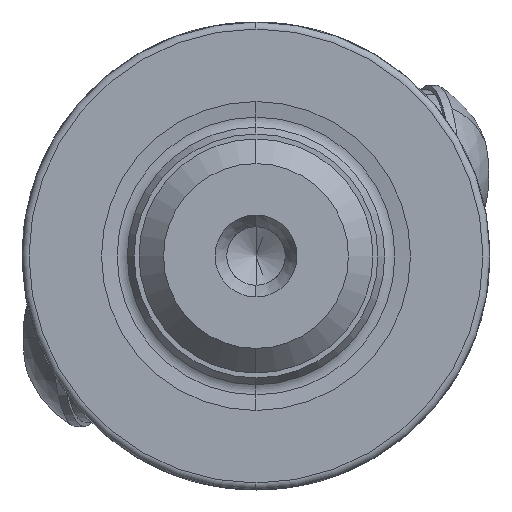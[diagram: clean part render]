
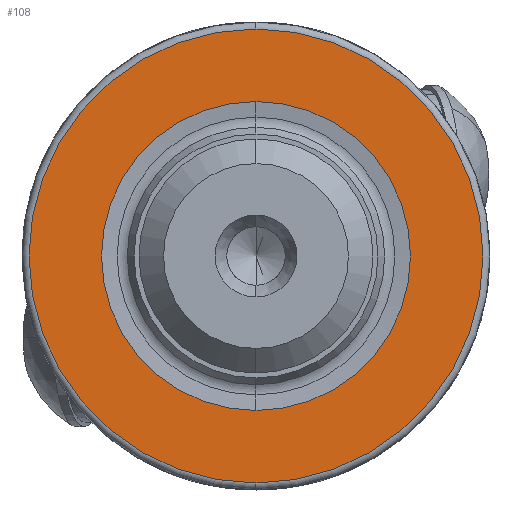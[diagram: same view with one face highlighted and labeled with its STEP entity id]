
A CAD part, left-side view. The second image highlights one B-rep face of the part: STEP entity #108.
In plain terms, the highlighted planar face has unit normal (-1, 0, 0).
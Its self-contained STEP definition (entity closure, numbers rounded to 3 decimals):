
#4 = ORIENTED_EDGE ( 'NONE', *, *, #5277, .F. ) ;
#108 = ADVANCED_FACE ( 'NONE', ( #7678, #8206 ), #8153, .T. ) ;
#150 = ORIENTED_EDGE ( 'NONE', *, *, #10562, .F. ) ;
#212 = AXIS2_PLACEMENT_3D ( 'NONE', #9241, #7047, #7081 ) ;
#635 = CARTESIAN_POINT ( 'NONE',  ( 0., 0., -6.603 ) ) ;
#1043 = EDGE_LOOP ( 'NONE', ( #10522, #10530 ) ) ;
#1261 = CARTESIAN_POINT ( 'NONE',  ( 0., 0., 0. ) ) ;
#2103 = EDGE_CURVE ( 'NONE', #3719, #6440, #9892, .T. ) ;
#2368 = AXIS2_PLACEMENT_3D ( 'NONE', #4082, #9985, #4942 ) ;
#3313 = DIRECTION ( 'NONE',  ( 1., 0., 0. ) ) ;
#3524 = DIRECTION ( 'NONE',  ( 1., 0., 0. ) ) ;
#3719 = VERTEX_POINT ( 'NONE', #3721 ) ;
#3721 = CARTESIAN_POINT ( 'NONE',  ( 0., 0., 6.603 ) ) ;
#4027 = AXIS2_PLACEMENT_3D ( 'NONE', #1261, #4600, #4555 ) ;
#4042 = DIRECTION ( 'NONE',  ( 0., 0., -1. ) ) ;
#4082 = CARTESIAN_POINT ( 'NONE',  ( 0., 0., 0. ) ) ;
#4555 = DIRECTION ( 'NONE',  ( 0., 0., -1. ) ) ;
#4600 = DIRECTION ( 'NONE',  ( 1., 0., 0. ) ) ;
#4942 = DIRECTION ( 'NONE',  ( 0., 0., -1. ) ) ;
#5096 = CIRCLE ( 'NONE', #2368, 9.7 ) ;
#5272 = CARTESIAN_POINT ( 'NONE',  ( 0., 0., 9.7 ) ) ;
#5277 = EDGE_CURVE ( 'NONE', #5541, #8923, #9785, .T. ) ;
#5541 = VERTEX_POINT ( 'NONE', #8899 ) ;
#6440 = VERTEX_POINT ( 'NONE', #635 ) ;
#7047 = DIRECTION ( 'NONE',  ( -1., 0., 0. ) ) ;
#7081 = DIRECTION ( 'NONE',  ( 0., 0., 1. ) ) ;
#7678 = FACE_BOUND ( 'NONE', #1043, .T. ) ;
#7778 = AXIS2_PLACEMENT_3D ( 'NONE', #8333, #3313, #9167 ) ;
#8153 = PLANE ( 'NONE',  #212 ) ;
#8206 = FACE_OUTER_BOUND ( 'NONE', #8672, .T. ) ;
#8333 = CARTESIAN_POINT ( 'NONE',  ( 0., 0., 0. ) ) ;
#8476 = AXIS2_PLACEMENT_3D ( 'NONE', #9388, #3524, #4042 ) ;
#8672 = EDGE_LOOP ( 'NONE', ( #4, #150 ) ) ;
#8899 = CARTESIAN_POINT ( 'NONE',  ( 0., 0., -9.7 ) ) ;
#8923 = VERTEX_POINT ( 'NONE', #5272 ) ;
#9167 = DIRECTION ( 'NONE',  ( 0., 0., -1. ) ) ;
#9241 = CARTESIAN_POINT ( 'NONE',  ( 0., 6.603, 0. ) ) ;
#9388 = CARTESIAN_POINT ( 'NONE',  ( 0., 0., 0. ) ) ;
#9785 = CIRCLE ( 'NONE', #4027, 9.7 ) ;
#9892 = CIRCLE ( 'NONE', #8476, 6.603 ) ;
#9907 = EDGE_CURVE ( 'NONE', #6440, #3719, #10462, .T. ) ;
#9985 = DIRECTION ( 'NONE',  ( 1., 0., 0. ) ) ;
#10462 = CIRCLE ( 'NONE', #7778, 6.603 ) ;
#10522 = ORIENTED_EDGE ( 'NONE', *, *, #2103, .T. ) ;
#10530 = ORIENTED_EDGE ( 'NONE', *, *, #9907, .T. ) ;
#10562 = EDGE_CURVE ( 'NONE', #8923, #5541, #5096, .T. ) ;
